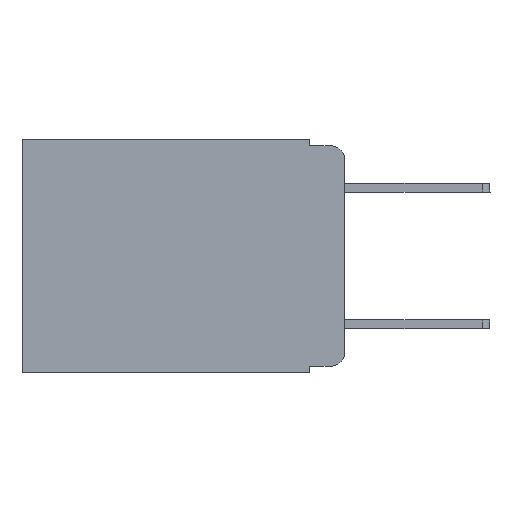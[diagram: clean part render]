
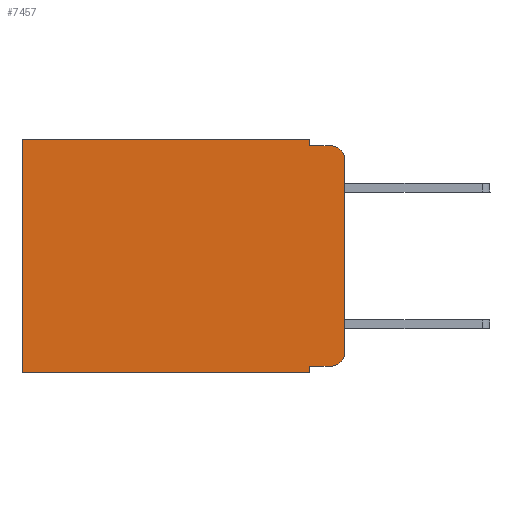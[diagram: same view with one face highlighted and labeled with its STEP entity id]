
A CAD part, left-side view. The second image highlights one B-rep face of the part: STEP entity #7457.
In plain terms, the highlighted planar face has unit normal (-1, 0, 0).
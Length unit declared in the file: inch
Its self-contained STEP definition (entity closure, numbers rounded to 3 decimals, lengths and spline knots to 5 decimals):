
#517 = CARTESIAN_POINT ( 'NONE',  ( 0.298, 0., 0. ) ) ;
#555 = EDGE_CURVE ( 'NONE', #6733, #14148, #16310, .T. ) ;
#647 = EDGE_CURVE ( 'NONE', #4443, #11387, #12248, .T. ) ;
#915 = ORIENTED_EDGE ( 'NONE', *, *, #13093, .T. ) ;
#1473 = DIRECTION ( 'NONE',  ( 0., 0., -1. ) ) ;
#1679 = AXIS2_PLACEMENT_3D ( 'NONE', #3805, #9698, #9499 ) ;
#1816 = DIRECTION ( 'NONE',  ( 0., -1., 0. ) ) ;
#1992 = FACE_OUTER_BOUND ( 'NONE', #14134, .T. ) ;
#2115 = LINE ( 'NONE', #12043, #12658 ) ;
#2152 = LINE ( 'NONE', #15266, #15800 ) ;
#2306 = CARTESIAN_POINT ( 'NONE',  ( 0.298, 0.02, -0.313 ) ) ;
#2972 = CARTESIAN_POINT ( 'NONE',  ( 0.298, 0.051, -0.333 ) ) ;
#3056 = EDGE_CURVE ( 'NONE', #3572, #3740, #14657, .T. ) ;
#3572 = VERTEX_POINT ( 'NONE', #16021 ) ;
#3599 = ORIENTED_EDGE ( 'NONE', *, *, #5696, .F. ) ;
#3681 = EDGE_CURVE ( 'NONE', #5178, #11856, #12861, .T. ) ;
#3740 = VERTEX_POINT ( 'NONE', #11389 ) ;
#3805 = CARTESIAN_POINT ( 'NONE',  ( 0.298, 0.02, -0.03 ) ) ;
#3828 = CARTESIAN_POINT ( 'NONE',  ( 0.298, 0.051, 0. ) ) ;
#4034 = CARTESIAN_POINT ( 'NONE',  ( 0.298, 0.473, -0.343 ) ) ;
#4333 = DIRECTION ( 'NONE',  ( 0., 0., -1. ) ) ;
#4443 = VERTEX_POINT ( 'NONE', #5666 ) ;
#4718 = LINE ( 'NONE', #7659, #7827 ) ;
#4759 = DIRECTION ( 'NONE',  ( 0., 0., -1. ) ) ;
#4814 = CARTESIAN_POINT ( 'NONE',  ( 0.298, 0., 0. ) ) ;
#5007 = LINE ( 'NONE', #517, #11715 ) ;
#5178 = VERTEX_POINT ( 'NONE', #18430 ) ;
#5181 = ORIENTED_EDGE ( 'NONE', *, *, #12586, .F. ) ;
#5321 = LINE ( 'NONE', #15747, #7842 ) ;
#5362 = CARTESIAN_POINT ( 'NONE',  ( 0.298, 0., -0.313 ) ) ;
#5666 = CARTESIAN_POINT ( 'NONE',  ( 0.298, 0., -0.03 ) ) ;
#5696 = EDGE_CURVE ( 'NONE', #4443, #11856, #5007, .T. ) ;
#6359 = DIRECTION ( 'NONE',  ( 0., 0., -1. ) ) ;
#6509 = VERTEX_POINT ( 'NONE', #13488 ) ;
#6665 = ORIENTED_EDGE ( 'NONE', *, *, #647, .T. ) ;
#6733 = VERTEX_POINT ( 'NONE', #3828 ) ;
#7108 = VECTOR ( 'NONE', #1816, 39.37008 ) ;
#7457 = ADVANCED_FACE ( 'NONE', ( #1992 ), #14423, .F. ) ;
#7511 = EDGE_CURVE ( 'NONE', #3572, #5178, #15919, .T. ) ;
#7659 = CARTESIAN_POINT ( 'NONE',  ( 0.298, 0.473, 0. ) ) ;
#7688 = AXIS2_PLACEMENT_3D ( 'NONE', #2306, #18186, #6359 ) ;
#7800 = VECTOR ( 'NONE', #4333, 39.37008 ) ;
#7827 = VECTOR ( 'NONE', #17619, 39.37008 ) ;
#7842 = VECTOR ( 'NONE', #9990, 39.37008 ) ;
#8259 = CARTESIAN_POINT ( 'NONE',  ( 0.298, 0.051, -0.01 ) ) ;
#8387 = ORIENTED_EDGE ( 'NONE', *, *, #13674, .T. ) ;
#9103 = ORIENTED_EDGE ( 'NONE', *, *, #7511, .T. ) ;
#9499 = DIRECTION ( 'NONE',  ( 0., 0., -1. ) ) ;
#9698 = DIRECTION ( 'NONE',  ( -1., 0., 0. ) ) ;
#9990 = DIRECTION ( 'NONE',  ( 0., 1., 0. ) ) ;
#10230 = VERTEX_POINT ( 'NONE', #4034 ) ;
#10947 = DIRECTION ( 'NONE',  ( 0., -1., 0. ) ) ;
#11051 = AXIS2_PLACEMENT_3D ( 'NONE', #4814, #12110, #1473 ) ;
#11195 = CARTESIAN_POINT ( 'NONE',  ( 0.298, 0.02, -0.01 ) ) ;
#11387 = VERTEX_POINT ( 'NONE', #11195 ) ;
#11389 = CARTESIAN_POINT ( 'NONE',  ( 0.298, 0.051, -0.343 ) ) ;
#11715 = VECTOR ( 'NONE', #13439, 39.37008 ) ;
#11856 = VERTEX_POINT ( 'NONE', #5362 ) ;
#12043 = CARTESIAN_POINT ( 'NONE',  ( 0.298, 0., -0.343 ) ) ;
#12110 = DIRECTION ( 'NONE',  ( 1., 0., 0. ) ) ;
#12248 = CIRCLE ( 'NONE', #1679, 0.02 ) ;
#12586 = EDGE_CURVE ( 'NONE', #3740, #10230, #2115, .T. ) ;
#12658 = VECTOR ( 'NONE', #15058, 39.37008 ) ;
#12861 = CIRCLE ( 'NONE', #7688, 0.02 ) ;
#13093 = EDGE_CURVE ( 'NONE', #6509, #10230, #4718, .T. ) ;
#13140 = CARTESIAN_POINT ( 'NONE',  ( 0.298, 0.051, 0. ) ) ;
#13439 = DIRECTION ( 'NONE',  ( 0., 0., -1. ) ) ;
#13468 = CARTESIAN_POINT ( 'NONE',  ( 0.298, 0.051, 0. ) ) ;
#13488 = CARTESIAN_POINT ( 'NONE',  ( 0.298, 0.473, 0. ) ) ;
#13674 = EDGE_CURVE ( 'NONE', #6733, #6509, #5321, .T. ) ;
#14134 = EDGE_LOOP ( 'NONE', ( #3599, #6665, #14173, #18040, #8387, #915, #5181, #15682, #9103, #17910 ) ) ;
#14148 = VERTEX_POINT ( 'NONE', #8259 ) ;
#14173 = ORIENTED_EDGE ( 'NONE', *, *, #16787, .F. ) ;
#14423 = PLANE ( 'NONE',  #11051 ) ;
#14657 = LINE ( 'NONE', #13140, #7800 ) ;
#15058 = DIRECTION ( 'NONE',  ( 0., 1., 0. ) ) ;
#15234 = VECTOR ( 'NONE', #4759, 39.37008 ) ;
#15266 = CARTESIAN_POINT ( 'NONE',  ( 0.298, 0.051, -0.01 ) ) ;
#15682 = ORIENTED_EDGE ( 'NONE', *, *, #3056, .F. ) ;
#15747 = CARTESIAN_POINT ( 'NONE',  ( 0.298, 0., 0. ) ) ;
#15800 = VECTOR ( 'NONE', #10947, 39.37008 ) ;
#15919 = LINE ( 'NONE', #2972, #7108 ) ;
#16021 = CARTESIAN_POINT ( 'NONE',  ( 0.298, 0.051, -0.333 ) ) ;
#16310 = LINE ( 'NONE', #13468, #15234 ) ;
#16787 = EDGE_CURVE ( 'NONE', #14148, #11387, #2152, .T. ) ;
#17619 = DIRECTION ( 'NONE',  ( 0., 0., -1. ) ) ;
#17910 = ORIENTED_EDGE ( 'NONE', *, *, #3681, .T. ) ;
#18040 = ORIENTED_EDGE ( 'NONE', *, *, #555, .F. ) ;
#18186 = DIRECTION ( 'NONE',  ( -1., 0., 0. ) ) ;
#18430 = CARTESIAN_POINT ( 'NONE',  ( 0.298, 0.02, -0.333 ) ) ;
